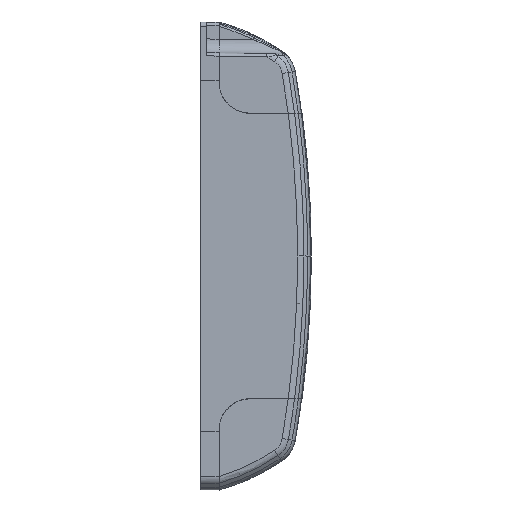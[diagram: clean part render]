
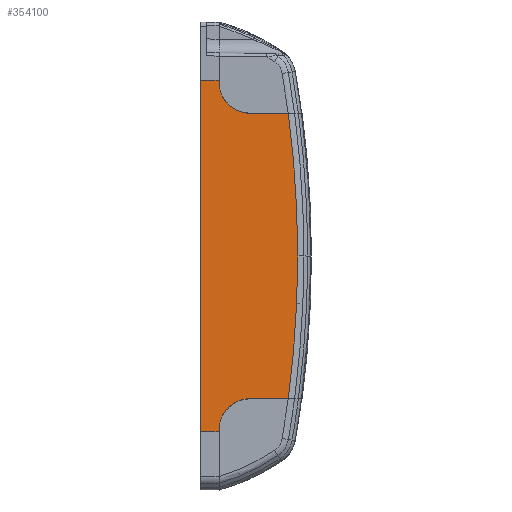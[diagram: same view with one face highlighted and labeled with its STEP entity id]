
A CAD part, left-side view. The second image highlights one B-rep face of the part: STEP entity #354100.
In plain terms, the highlighted face is planar.
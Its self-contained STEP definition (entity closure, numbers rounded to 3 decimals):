
#340100=CARTESIAN_POINT('',(46.361,15.914,
22.583));
#340110=VERTEX_POINT('',#340100);
#340140=CARTESIAN_POINT('',(46.361,15.913,
22.583));
#340150=DIRECTION('',(-0.009,1.,
-0.026));
#340160=VECTOR('',#340150,1.);
#340170=LINE('',#340140,#340160);
#340180=CARTESIAN_POINT('',(46.252,28.467,
22.255));
#340190=VERTEX_POINT('',#340180);
#340200=EDGE_CURVE('',#340110,#340190,#340170,.T.);
#353060=CARTESIAN_POINT('',(-3.086,0.,23.));
#353070=DIRECTION('',(-0.,0.026,1.));
#353080=DIRECTION('',(1.,0.,0.));
#353090=AXIS2_PLACEMENT_3D('',#353060,#353070,#353080);
#353100=PLANE('',#353090);
#353110=CARTESIAN_POINT('',(-0.022,-319.985,
31.375));
#353120=DIRECTION('',(0.,-0.026,
-1.));
#353130=DIRECTION('',(0.,1.,
-0.026));
#353140=AXIS2_PLACEMENT_3D('',#353110,#353120,#353130);
#353150=CIRCLE('',#353140,351.63);
#353160=CARTESIAN_POINT('',(0.,31.524,
22.175));
#353170=VERTEX_POINT('',#353160);
#353180=EDGE_CURVE('',#353170,#340190,#353150,.T.);
#353190=ORIENTED_EDGE('',*,*,#353180,.F.);
#353200=ORIENTED_EDGE('',*,*,#340200,.T.);
#353210=CARTESIAN_POINT('',(56.359,6.,
22.843));
#353220=CARTESIAN_POINT('',(55.701,6.,
22.843));
#353230=CARTESIAN_POINT('',(54.413,6.127,
22.84));
#353240=CARTESIAN_POINT('',(52.529,6.694,
22.825));
#353250=CARTESIAN_POINT('',(50.798,7.614,
22.801));
#353260=CARTESIAN_POINT('',(49.276,8.852,
22.768));
#353270=CARTESIAN_POINT('',(48.024,10.363,
22.729));
#353280=CARTESIAN_POINT('',(47.089,12.086,
22.684));
#353290=CARTESIAN_POINT('',(46.506,13.964,
22.634));
#353300=CARTESIAN_POINT('',(46.367,15.254,
22.601));
#353310=CARTESIAN_POINT('',(46.361,15.915,
22.583));
#353320=B_SPLINE_CURVE_WITH_KNOTS('',3,(#353210,#353220,#353230,#353240,
#353250,#353260,#353270,#353280,#353290,#353300,#353310),.UNSPECIFIED.,
.F.,.F.,(4,1,1,1,1,1,1,1,4),(0.,0.125,0.25,0.375,0.5,0.625,0.75,0.875,1.
),.UNSPECIFIED.);
#353330=CARTESIAN_POINT('',(56.36,6.,22.843));
#353340=VERTEX_POINT('',#353330);
#353350=EDGE_CURVE('',#353340,#340110,#353320,.T.);
#353360=ORIENTED_EDGE('',*,*,#353350,.T.);
#353370=CARTESIAN_POINT('',(56.359,6.,
22.843));
#353380=DIRECTION('',(1.,0.,0.));
#353390=VECTOR('',#353380,1.);
#353400=LINE('',#353370,#353390);
#353410=CARTESIAN_POINT('',(57.,6.,22.843));
#353420=VERTEX_POINT('',#353410);
#353430=EDGE_CURVE('',#353340,#353420,#353400,.T.);
#353440=ORIENTED_EDGE('',*,*,#353430,.F.);
#353450=CARTESIAN_POINT('',(57.,0.,23.));
#353460=DIRECTION('',(0.,1.,-0.026));
#353470=VECTOR('',#353460,1.);
#353480=LINE('',#353450,#353470);
#353490=CARTESIAN_POINT('',(57.,0.,23.));
#353500=VERTEX_POINT('',#353490);
#353510=EDGE_CURVE('',#353500,#353420,#353480,.T.);
#353520=ORIENTED_EDGE('',*,*,#353510,.T.);
#353530=CARTESIAN_POINT('',(57.,0.,23.));
#353540=DIRECTION('',(-1.,0.,0.));
#353550=VECTOR('',#353540,1.);
#353560=LINE('',#353530,#353550);
#353570=CARTESIAN_POINT('',(-57.,0.,23.));
#353580=VERTEX_POINT('',#353570);
#353590=EDGE_CURVE('',#353500,#353580,#353560,.T.);
#353600=ORIENTED_EDGE('',*,*,#353590,.F.);
#353610=CARTESIAN_POINT('',(-57.,6.,22.843));
#353620=DIRECTION('',(0.,-1.,0.026));
#353630=VECTOR('',#353620,1.);
#353640=LINE('',#353610,#353630);
#353650=CARTESIAN_POINT('',(-57.,6.,22.843));
#353660=VERTEX_POINT('',#353650);
#353670=EDGE_CURVE('',#353660,#353580,#353640,.T.);
#353680=ORIENTED_EDGE('',*,*,#353670,.T.);
#353690=CARTESIAN_POINT('',(-56.361,6.,22.843));
#353700=DIRECTION('',(-1.,0.,0.));
#353710=VECTOR('',#353700,1.);
#353720=LINE('',#353690,#353710);
#353730=CARTESIAN_POINT('',(-56.36,6.,22.843));
#353740=VERTEX_POINT('',#353730);
#353750=EDGE_CURVE('',#353740,#353660,#353720,.T.);
#353760=ORIENTED_EDGE('',*,*,#353750,.T.);
#353770=CARTESIAN_POINT('',(-56.359,6.,
22.843));
#353780=CARTESIAN_POINT('',(-55.699,6.,
22.843));
#353790=CARTESIAN_POINT('',(-54.408,6.128,
22.84));
#353800=CARTESIAN_POINT('',(-52.524,6.696,
22.825));
#353810=CARTESIAN_POINT('',(-50.794,7.616,
22.801));
#353820=CARTESIAN_POINT('',(-49.275,8.854,
22.768));
#353830=CARTESIAN_POINT('',(-48.025,10.362,
22.729));
#353840=CARTESIAN_POINT('',(-47.09,12.084,
22.684));
#353850=CARTESIAN_POINT('',(-46.506,13.961,
22.634));
#353860=CARTESIAN_POINT('',(-46.367,15.253,
22.601));
#353870=CARTESIAN_POINT('',(-46.361,15.915,
22.583));
#353880=B_SPLINE_CURVE_WITH_KNOTS('',3,(#353770,#353780,#353790,#353800,
#353810,#353820,#353830,#353840,#353850,#353860,#353870),.UNSPECIFIED.,
.F.,.F.,(4,1,1,1,1,1,1,1,4),(0.,0.125,0.25,0.375,0.5,0.625,0.75,0.875,1.
),.UNSPECIFIED.);
#353890=CARTESIAN_POINT('',(-46.361,15.913,
22.583));
#353900=VERTEX_POINT('',#353890);
#353910=EDGE_CURVE('',#353740,#353900,#353880,.T.);
#353920=ORIENTED_EDGE('',*,*,#353910,.F.);
#353930=CARTESIAN_POINT('',(-46.361,15.915,
22.583));
#353940=DIRECTION('',(0.009,1.,
-0.026));
#353950=VECTOR('',#353940,1.);
#353960=LINE('',#353930,#353950);
#353970=CARTESIAN_POINT('',(-46.252,28.467,
22.255));
#353980=VERTEX_POINT('',#353970);
#353990=EDGE_CURVE('',#353900,#353980,#353960,.T.);
#354000=ORIENTED_EDGE('',*,*,#353990,.F.);
#354010=CARTESIAN_POINT('',(0.023,-319.99,
31.377));
#354020=DIRECTION('',(0.,-0.026,
-1.));
#354030=DIRECTION('',(-0.132,0.991,
-0.026));
#354040=AXIS2_PLACEMENT_3D('',#354010,#354020,#354030);
#354050=CIRCLE('',#354040,351.634);
#354060=EDGE_CURVE('',#353980,#353170,#354050,.T.);
#354070=ORIENTED_EDGE('',*,*,#354060,.F.);
#354080=EDGE_LOOP('',(#354070,#354000,#353920,#353760,#353680,#353600,
#353520,#353440,#353360,#353200,#353190));
#354090=FACE_OUTER_BOUND('',#354080,.T.);
#354100=ADVANCED_FACE('',(#354090),#353100,.T.);
